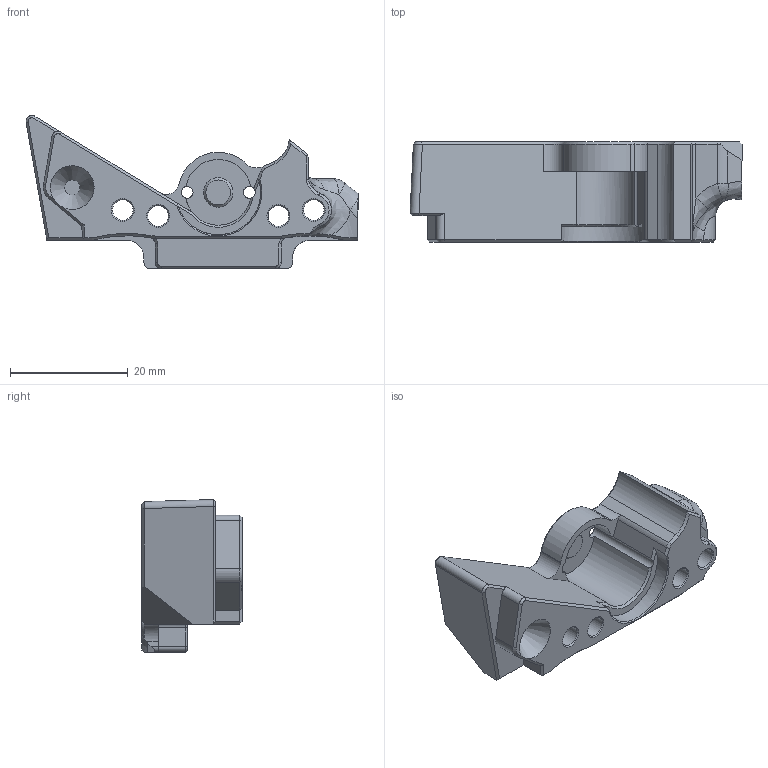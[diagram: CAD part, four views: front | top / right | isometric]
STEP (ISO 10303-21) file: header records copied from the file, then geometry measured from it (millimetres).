
FILE_DESCRIPTION (( 'STEP AP214' ), '1' );
FILE_NAME ('rear_body.STEP', '2024-03-25T21:23:38', ( '' ), ( '' ), 'SwSTEP 2.0', 'SolidWorks 2024', '' );
FILE_SCHEMA (( 'AUTOMOTIVE_DESIGN' ));
Length unit declared in the file: millimetre
Products named in the file (1): rear_body
Bounding box: 56.3 x 17 x 25.93 mm (x, y, z)
Volume: 8821.7 mm3; surface area: 5216.2 mm2
Topology: 1 solids, 1 shells, 199 faces, 528 edges, 332 vertices
Faces by surface type: plane 93, cylinder 37, cone 37, bspline 31, sphere 1
Full cylindrical faces by diameter (mm): 2 x2, 3.4 x1, 3.5 x4, 4.7 x2, 5 x1, 6 x2
Entity records: 7393 total; most frequent: CARTESIAN_POINT 2873, ORIENTED_EDGE 988, DIRECTION 815, EDGE_CURVE 494, VERTEX_POINT 325, AXIS2_PLACEMENT_3D 288, LINE 239, EDGE_LOOP 239
